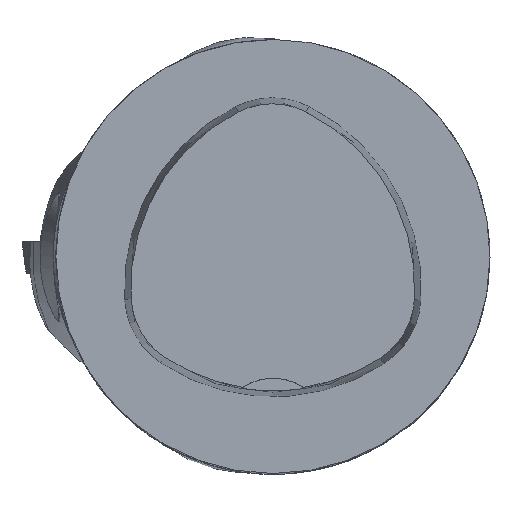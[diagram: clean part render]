
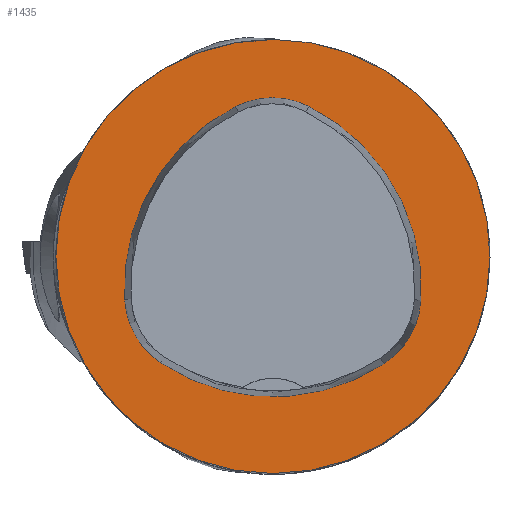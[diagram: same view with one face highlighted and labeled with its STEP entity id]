
A CAD part, top view. The second image highlights one B-rep face of the part: STEP entity #1435.
In plain terms, the highlighted planar face has unit normal (0, 0, 1).
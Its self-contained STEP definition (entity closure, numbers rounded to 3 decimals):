
#1051=PLANE('',#8323);
#1435=ADVANCED_FACE('',(#1905,#1906),#1051,.T.);
#1905=FACE_BOUND('',#2313,.T.);
#1906=FACE_BOUND('',#2314,.T.);
#2313=EDGE_LOOP('',(#5463,#5464,#5465,#5466,#5467,#5468));
#2314=EDGE_LOOP('',(#5469));
#5463=ORIENTED_EDGE('',*,*,#7459,.T.);
#5464=ORIENTED_EDGE('',*,*,#7439,.T.);
#5465=ORIENTED_EDGE('',*,*,#7443,.T.);
#5466=ORIENTED_EDGE('',*,*,#7446,.T.);
#5467=ORIENTED_EDGE('',*,*,#7449,.T.);
#5468=ORIENTED_EDGE('',*,*,#7457,.T.);
#5469=ORIENTED_EDGE('',*,*,#6544,.F.);
#5802=VERTEX_POINT('',#10636);
#6402=VERTEX_POINT('',#13295);
#6403=VERTEX_POINT('',#13296);
#6406=VERTEX_POINT('',#13304);
#6408=VERTEX_POINT('',#13310);
#6410=VERTEX_POINT('',#13316);
#6417=VERTEX_POINT('',#13337);
#6544=EDGE_CURVE('',#5802,#5802,#7605,.T.);
#7439=EDGE_CURVE('',#6402,#6403,#7751,.T.);
#7443=EDGE_CURVE('',#6403,#6406,#7753,.T.);
#7446=EDGE_CURVE('',#6406,#6408,#7755,.T.);
#7449=EDGE_CURVE('',#6408,#6410,#7757,.T.);
#7457=EDGE_CURVE('',#6410,#6417,#7761,.T.);
#7459=EDGE_CURVE('',#6417,#6402,#7763,.T.);
#7605=CIRCLE('',#7820,16.);
#7751=CIRCLE('',#8300,15.);
#7753=CIRCLE('',#8303,6.);
#7755=CIRCLE('',#8306,15.);
#7757=CIRCLE('',#8309,6.);
#7761=CIRCLE('',#8314,15.);
#7763=CIRCLE('',#8317,6.);
#7820=AXIS2_PLACEMENT_3D('',#10635,#8498,#8499);
#8300=AXIS2_PLACEMENT_3D('',#13294,#9937,#9938);
#8303=AXIS2_PLACEMENT_3D('',#13303,#9945,#9946);
#8306=AXIS2_PLACEMENT_3D('',#13309,#9952,#9953);
#8309=AXIS2_PLACEMENT_3D('',#13315,#9959,#9960);
#8314=AXIS2_PLACEMENT_3D('',#13338,#9971,#9972);
#8317=AXIS2_PLACEMENT_3D('',#13341,#9977,#9978);
#8323=AXIS2_PLACEMENT_3D('',#13347,#9989,#9990);
#8498=DIRECTION('',(0.,0.,-1.));
#8499=DIRECTION('',(-1.,0.,0.));
#9937=DIRECTION('',(0.,0.,-1.));
#9938=DIRECTION('',(-1.,0.,0.));
#9945=DIRECTION('',(0.,0.,-1.));
#9946=DIRECTION('',(-1.,0.,0.));
#9952=DIRECTION('',(0.,0.,-1.));
#9953=DIRECTION('',(-1.,0.,0.));
#9959=DIRECTION('',(0.,0.,-1.));
#9960=DIRECTION('',(-1.,0.,0.));
#9971=DIRECTION('',(0.,0.,-1.));
#9972=DIRECTION('',(-1.,0.,0.));
#9977=DIRECTION('',(0.,0.,-1.));
#9978=DIRECTION('',(-1.,0.,0.));
#9989=DIRECTION('',(0.,0.,1.));
#9990=DIRECTION('',(1.,0.,0.));
#10635=CARTESIAN_POINT('',(0.,0.,0.));
#10636=CARTESIAN_POINT('',(-16.,0.,0.));
#13294=CARTESIAN_POINT('',(4.048,-2.316,0.));
#13295=CARTESIAN_POINT('',(-10.926,-3.206,0.));
#13296=CARTESIAN_POINT('',(-2.774,11.043,0.));
#13303=CARTESIAN_POINT('',(-0.045,5.7,0.));
#13304=CARTESIAN_POINT('',(2.638,11.066,0.));
#13309=CARTESIAN_POINT('',(-4.07,-2.35,0.));
#13310=CARTESIAN_POINT('',(10.903,-3.249,0.));
#13315=CARTESIAN_POINT('',(4.914,-2.889,0.));
#13316=CARTESIAN_POINT('',(8.177,-7.924,0.));
#13337=CARTESIAN_POINT('',(-8.24,-7.859,0.));
#13338=CARTESIAN_POINT('',(0.019,4.663,0.));
#13341=CARTESIAN_POINT('',(-4.936,-2.85,0.));
#13347=CARTESIAN_POINT('',(0.,0.,0.));
